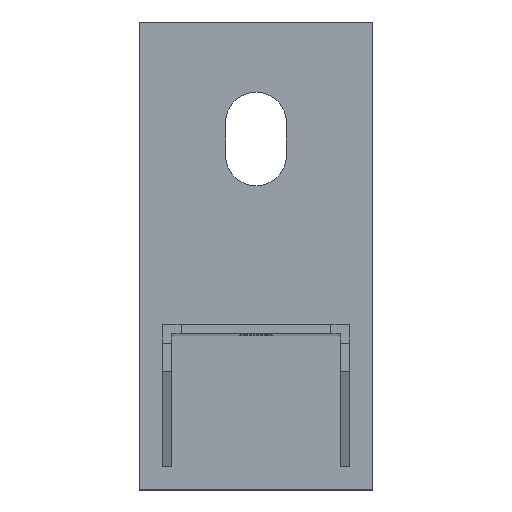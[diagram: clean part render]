
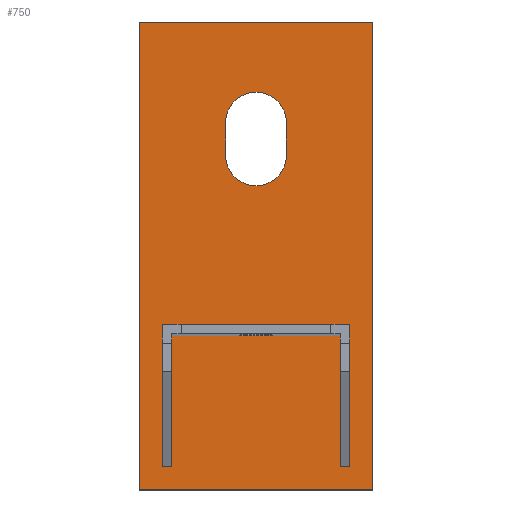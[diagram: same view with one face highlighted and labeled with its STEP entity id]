
A CAD part, top view. The second image highlights one B-rep face of the part: STEP entity #750.
In plain terms, the highlighted planar face has unit normal (0, 0, 1).
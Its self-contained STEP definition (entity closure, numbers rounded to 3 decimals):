
#8 = CARTESIAN_POINT ( 'NONE',  ( 6.5, -7., 8. ) ) ;
#63 = EDGE_CURVE ( 'NONE', #857, #905, #1276, .T. ) ;
#81 = CARTESIAN_POINT ( 'NONE',  ( -6.5, 0., 8. ) ) ;
#88 = PLANE ( 'NONE',  #1119 ) ;
#134 = FACE_OUTER_BOUND ( 'NONE', #805, .T. ) ;
#136 = CARTESIAN_POINT ( 'NONE',  ( -6.5, 0., 8. ) ) ;
#137 = CARTESIAN_POINT ( 'NONE',  ( -25., 21.5, 8. ) ) ;
#139 = DIRECTION ( 'NONE',  ( -1., 0., 0. ) ) ;
#151 = LINE ( 'NONE', #136, #660 ) ;
#152 = LINE ( 'NONE', #884, #1065 ) ;
#159 = CARTESIAN_POINT ( 'NONE',  ( 25., 21.5, 8. ) ) ;
#161 = VERTEX_POINT ( 'NONE', #584 ) ;
#176 = DIRECTION ( 'NONE',  ( 0., 1., 0. ) ) ;
#193 = CARTESIAN_POINT ( 'NONE',  ( -25., -78.5, 8. ) ) ;
#202 = ORIENTED_EDGE ( 'NONE', *, *, #1109, .F. ) ;
#203 = CARTESIAN_POINT ( 'NONE',  ( 6.5, 0., 8. ) ) ;
#229 = DIRECTION ( 'NONE',  ( 0., 0., 1. ) ) ;
#237 = DIRECTION ( 'NONE',  ( 0., -1., 0. ) ) ;
#242 = ORIENTED_EDGE ( 'NONE', *, *, #652, .T. ) ;
#320 = EDGE_LOOP ( 'NONE', ( #438, #577, #456, #202 ) ) ;
#361 = CARTESIAN_POINT ( 'NONE',  ( -25., 21.5, 8. ) ) ;
#391 = CARTESIAN_POINT ( 'NONE',  ( 25., 21.5, 8. ) ) ;
#399 = EDGE_CURVE ( 'NONE', #775, #477, #1013, .T. ) ;
#438 = ORIENTED_EDGE ( 'NONE', *, *, #962, .F. ) ;
#452 = VERTEX_POINT ( 'NONE', #862 ) ;
#456 = ORIENTED_EDGE ( 'NONE', *, *, #63, .F. ) ;
#477 = VERTEX_POINT ( 'NONE', #361 ) ;
#501 = VECTOR ( 'NONE', #1250, 1000. ) ;
#519 = ORIENTED_EDGE ( 'NONE', *, *, #1151, .T. ) ;
#541 = CARTESIAN_POINT ( 'NONE',  ( 0., -7., 8. ) ) ;
#546 = CARTESIAN_POINT ( 'NONE',  ( -6.5, -7., 8. ) ) ;
#577 = ORIENTED_EDGE ( 'NONE', *, *, #761, .F. ) ;
#584 = CARTESIAN_POINT ( 'NONE',  ( 25., -78.5, 8. ) ) ;
#628 = EDGE_CURVE ( 'NONE', #161, #775, #1002, .T. ) ;
#652 = EDGE_CURVE ( 'NONE', #452, #161, #152, .T. ) ;
#660 = VECTOR ( 'NONE', #237, 1000. ) ;
#721 = VECTOR ( 'NONE', #176, 1000. ) ;
#747 = VERTEX_POINT ( 'NONE', #81 ) ;
#750 = ADVANCED_FACE ( 'NONE', ( #134, #886 ), #88, .T. ) ;
#761 = EDGE_CURVE ( 'NONE', #905, #747, #795, .T. ) ;
#775 = VERTEX_POINT ( 'NONE', #391 ) ;
#783 = VECTOR ( 'NONE', #963, 1000. ) ;
#795 = CIRCLE ( 'NONE', #1023, 6.5 ) ;
#805 = EDGE_LOOP ( 'NONE', ( #519, #242, #942, #1298 ) ) ;
#857 = VERTEX_POINT ( 'NONE', #8 ) ;
#862 = CARTESIAN_POINT ( 'NONE',  ( -25., -78.5, 8. ) ) ;
#884 = CARTESIAN_POINT ( 'NONE',  ( -25., -78.5, 8. ) ) ;
#886 = FACE_BOUND ( 'NONE', #320, .T. ) ;
#904 = DIRECTION ( 'NONE',  ( 0., 0., 1. ) ) ;
#905 = VERTEX_POINT ( 'NONE', #203 ) ;
#909 = DIRECTION ( 'NONE',  ( 0., 0., 1. ) ) ;
#942 = ORIENTED_EDGE ( 'NONE', *, *, #628, .T. ) ;
#962 = EDGE_CURVE ( 'NONE', #747, #1194, #151, .T. ) ;
#963 = DIRECTION ( 'NONE',  ( 0., -1., 0. ) ) ;
#1002 = LINE ( 'NONE', #159, #721 ) ;
#1013 = LINE ( 'NONE', #1170, #1142 ) ;
#1023 = AXIS2_PLACEMENT_3D ( 'NONE', #1108, #904, #1110 ) ;
#1049 = CARTESIAN_POINT ( 'NONE',  ( 6.5, 0., 8. ) ) ;
#1065 = VECTOR ( 'NONE', #1083, 1000. ) ;
#1083 = DIRECTION ( 'NONE',  ( 1., 0., 0. ) ) ;
#1108 = CARTESIAN_POINT ( 'NONE',  ( 0., 0., 8. ) ) ;
#1109 = EDGE_CURVE ( 'NONE', #1194, #857, #1217, .T. ) ;
#1110 = DIRECTION ( 'NONE',  ( 1., 0., 0. ) ) ;
#1117 = DIRECTION ( 'NONE',  ( 1., 0., 0. ) ) ;
#1119 = AXIS2_PLACEMENT_3D ( 'NONE', #193, #909, #1117 ) ;
#1142 = VECTOR ( 'NONE', #139, 1000. ) ;
#1147 = DIRECTION ( 'NONE',  ( 1., 0., 0. ) ) ;
#1151 = EDGE_CURVE ( 'NONE', #477, #452, #1305, .T. ) ;
#1170 = CARTESIAN_POINT ( 'NONE',  ( -25., 21.5, 8. ) ) ;
#1194 = VERTEX_POINT ( 'NONE', #546 ) ;
#1217 = CIRCLE ( 'NONE', #1327, 6.5 ) ;
#1250 = DIRECTION ( 'NONE',  ( 0., 1., 0. ) ) ;
#1276 = LINE ( 'NONE', #1049, #501 ) ;
#1298 = ORIENTED_EDGE ( 'NONE', *, *, #399, .T. ) ;
#1305 = LINE ( 'NONE', #137, #783 ) ;
#1327 = AXIS2_PLACEMENT_3D ( 'NONE', #541, #229, #1147 ) ;
